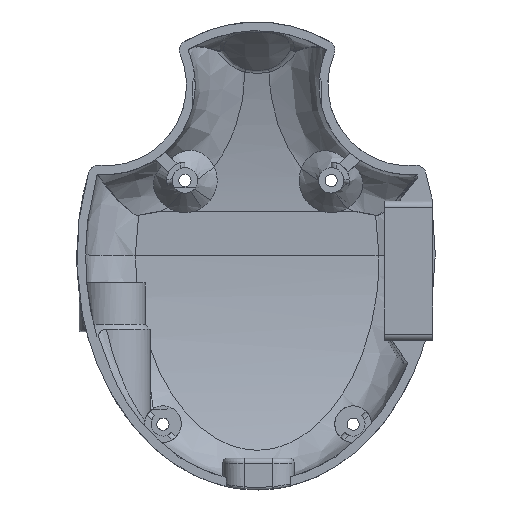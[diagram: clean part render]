
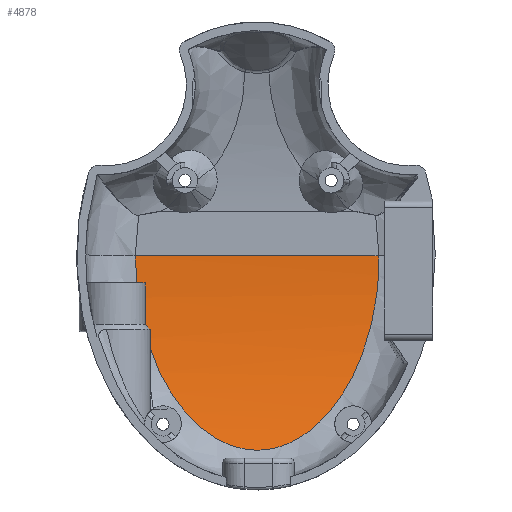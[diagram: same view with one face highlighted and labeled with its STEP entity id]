
A CAD part, top view. The second image highlights one B-rep face of the part: STEP entity #4878.
In plain terms, the highlighted cylindrical face has radius 118.688 mm (diameter 237.376 mm), a partial arc.
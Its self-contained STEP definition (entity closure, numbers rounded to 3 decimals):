
#304=B_SPLINE_CURVE_WITH_KNOTS('',3,(#7886,#7887,#7888,#7889,#7890,#7891,
#7892,#7893,#7894,#7895,#7896,#7897,#7898,#7899,#7900,#7901,#7902,#7903,
#7904,#7905,#7906),.UNSPECIFIED.,.F.,.F.,(4,1,1,1,1,1,1,1,1,1,1,1,1,1,1,
1,1,1,4),(3.509,4.566,4.918,6.328,
6.798,7.092,7.268,7.738,8.208,
8.501,8.678,9.148,9.617,9.97,
10.557,11.027,11.967,12.319,13.377),
 .UNSPECIFIED.);
#795=CYLINDRICAL_SURFACE('',#5226,118.688);
#1040=FACE_OUTER_BOUND('',#1341,.T.);
#1341=EDGE_LOOP('',(#4373,#4374));
#1443=LINE('',#9544,#1650);
#1650=VECTOR('',#5514,10.);
#1953=VERTEX_POINT('',#7880);
#1954=VERTEX_POINT('',#7885);
#2479=EDGE_CURVE('',#1954,#1953,#304,.T.);
#2564=EDGE_CURVE('',#1953,#1954,#1443,.F.);
#4373=ORIENTED_EDGE('',*,*,#2479,.T.);
#4374=ORIENTED_EDGE('',*,*,#2564,.T.);
#4878=ADVANCED_FACE('',(#1040),#795,.F.);
#5226=AXIS2_PLACEMENT_3D('',#13241,#6021,#6022);
#5514=DIRECTION('',(1.,0.,0.));
#6021=DIRECTION('center_axis',(1.,0.,0.));
#6022=DIRECTION('ref_axis',(0.,0.437,0.9));
#7880=CARTESIAN_POINT('',(24.998,0.035,1.8));
#7885=CARTESIAN_POINT('',(-24.998,0.035,1.8));
#7886=CARTESIAN_POINT('Ctrl Pts',(-24.998,0.035,
1.8));
#7887=CARTESIAN_POINT('Ctrl Pts',(-25.028,-3.818,1.948));
#7888=CARTESIAN_POINT('Ctrl Pts',(-24.577,-8.953,2.403));
#7889=CARTESIAN_POINT('Ctrl Pts',(-22.352,-18.827,3.903));
#7890=CARTESIAN_POINT('Ctrl Pts',(-19.286,-26.177,5.659));
#7891=CARTESIAN_POINT('Ctrl Pts',(-14.769,-32.121,7.522));
#7892=CARTESIAN_POINT('Ctrl Pts',(-12.523,-34.388,8.294));
#7893=CARTESIAN_POINT('Ctrl Pts',(-10.095,-36.431,9.022));
#7894=CARTESIAN_POINT('Ctrl Pts',(-6.909,-38.436,9.783));
#7895=CARTESIAN_POINT('Ctrl Pts',(-2.945,-39.695,10.287));
#7896=CARTESIAN_POINT('Ctrl Pts',(0.198,-39.878,10.361));
#7897=CARTESIAN_POINT('Ctrl Pts',(3.322,-39.574,10.239));
#7898=CARTESIAN_POINT('Ctrl Pts',(6.909,-38.436,9.783));
#7899=CARTESIAN_POINT('Ctrl Pts',(10.598,-36.114,8.902));
#7900=CARTESIAN_POINT('Ctrl Pts',(14.136,-32.906,7.774));
#7901=CARTESIAN_POINT('Ctrl Pts',(17.132,-29.105,6.565));
#7902=CARTESIAN_POINT('Ctrl Pts',(20.574,-23.077,4.915));
#7903=CARTESIAN_POINT('Ctrl Pts',(22.725,-17.185,3.657));
#7904=CARTESIAN_POINT('Ctrl Pts',(24.576,-8.951,2.401));
#7905=CARTESIAN_POINT('Ctrl Pts',(25.028,-3.818,1.948));
#7906=CARTESIAN_POINT('Ctrl Pts',(24.998,0.035,1.8));
#9544=CARTESIAN_POINT('',(0.,0.035,1.8));
#13241=CARTESIAN_POINT('Origin',(0.,4.6,120.4));
